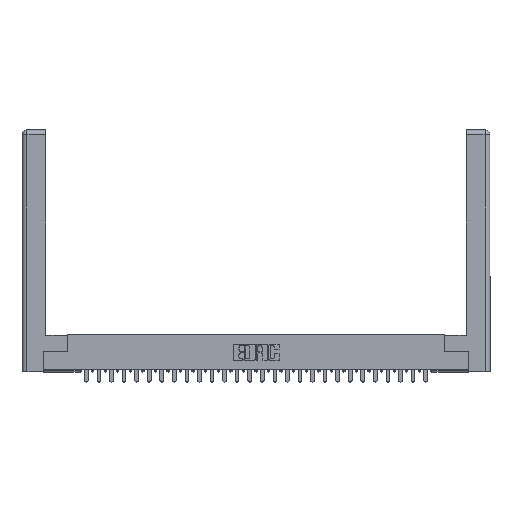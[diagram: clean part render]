
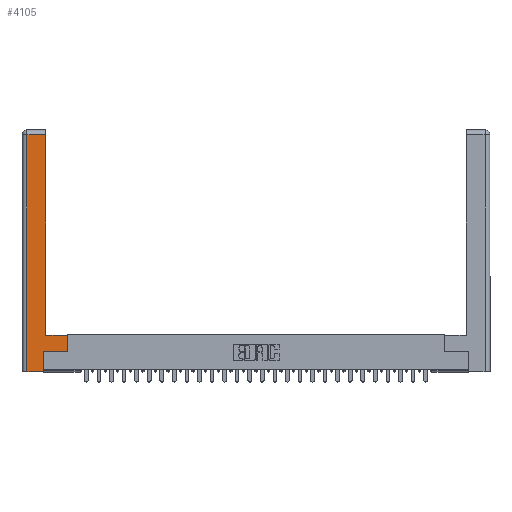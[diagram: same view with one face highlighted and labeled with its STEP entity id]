
A CAD part, top view. The second image highlights one B-rep face of the part: STEP entity #4105.
In plain terms, the highlighted planar face has unit normal (0, 0, 1).
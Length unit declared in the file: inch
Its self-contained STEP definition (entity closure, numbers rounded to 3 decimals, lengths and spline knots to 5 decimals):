
#315 = VERTEX_POINT ( 'NONE', #19525 ) ;
#1347 = VECTOR ( 'NONE', #26314, 39.37008 ) ;
#1476 = CARTESIAN_POINT ( 'NONE',  ( 0.295, 0.45, 0. ) ) ;
#1990 = VECTOR ( 'NONE', #27512, 39.37008 ) ;
#3936 = CARTESIAN_POINT ( 'NONE',  ( 0.565, 0.45, 0. ) ) ;
#4105 = ADVANCED_FACE ( 'NONE', ( #5811 ), #23479, .F. ) ;
#4584 = CARTESIAN_POINT ( 'NONE',  ( 0.565, 0.245, 0. ) ) ;
#5399 = LINE ( 'NONE', #6794, #24203 ) ;
#5527 = AXIS2_PLACEMENT_3D ( 'NONE', #20926, #7573, #31267 ) ;
#5811 = FACE_OUTER_BOUND ( 'NONE', #8665, .T. ) ;
#6066 = EDGE_CURVE ( 'NONE', #315, #8045, #18007, .T. ) ;
#6120 = CARTESIAN_POINT ( 'NONE',  ( 0.265, 0., 0. ) ) ;
#6287 = CARTESIAN_POINT ( 'NONE',  ( 0.0615, 0., 0. ) ) ;
#6693 = VERTEX_POINT ( 'NONE', #6287 ) ;
#6794 = CARTESIAN_POINT ( 'NONE',  ( 0.0615, 2.94, 0. ) ) ;
#7360 = CARTESIAN_POINT ( 'NONE',  ( 0.295, 0.45, 0. ) ) ;
#7573 = DIRECTION ( 'NONE',  ( 0., 0., -1. ) ) ;
#8045 = VERTEX_POINT ( 'NONE', #29450 ) ;
#8394 = VECTOR ( 'NONE', #30971, 39.37008 ) ;
#8665 = EDGE_LOOP ( 'NONE', ( #12504, #15361, #28705, #25489, #23830, #21083, #13978, #9798 ) ) ;
#8667 = VERTEX_POINT ( 'NONE', #19361 ) ;
#9098 = DIRECTION ( 'NONE',  ( 0., -1., 0. ) ) ;
#9182 = LINE ( 'NONE', #19202, #9988 ) ;
#9798 = ORIENTED_EDGE ( 'NONE', *, *, #26769, .T. ) ;
#9988 = VECTOR ( 'NONE', #32188, 39.37008 ) ;
#10228 = DIRECTION ( 'NONE',  ( -1., 0., 0. ) ) ;
#11561 = VERTEX_POINT ( 'NONE', #17257 ) ;
#11936 = LINE ( 'NONE', #15964, #18194 ) ;
#12504 = ORIENTED_EDGE ( 'NONE', *, *, #17531, .T. ) ;
#12872 = EDGE_CURVE ( 'NONE', #6693, #27395, #16129, .T. ) ;
#13978 = ORIENTED_EDGE ( 'NONE', *, *, #28457, .T. ) ;
#14420 = VECTOR ( 'NONE', #10228, 39.37008 ) ;
#15361 = ORIENTED_EDGE ( 'NONE', *, *, #22733, .T. ) ;
#15964 = CARTESIAN_POINT ( 'NONE',  ( 0.295, 3., 0. ) ) ;
#16129 = LINE ( 'NONE', #30051, #1990 ) ;
#17257 = CARTESIAN_POINT ( 'NONE',  ( 0.565, 0.45, 0. ) ) ;
#17531 = EDGE_CURVE ( 'NONE', #30830, #8667, #11936, .T. ) ;
#18007 = LINE ( 'NONE', #4584, #1347 ) ;
#18194 = VECTOR ( 'NONE', #18647, 39.37008 ) ;
#18647 = DIRECTION ( 'NONE',  ( 0., 1., 0. ) ) ;
#19202 = CARTESIAN_POINT ( 'NONE',  ( 0.265, 0.245, 0. ) ) ;
#19361 = CARTESIAN_POINT ( 'NONE',  ( 0.295, 2.94, 0. ) ) ;
#19525 = CARTESIAN_POINT ( 'NONE',  ( 0.265, 0.245, 0. ) ) ;
#19912 = VERTEX_POINT ( 'NONE', #33051 ) ;
#20570 = LINE ( 'NONE', #3936, #8394 ) ;
#20926 = CARTESIAN_POINT ( 'NONE',  ( 0., 0., 0. ) ) ;
#21083 = ORIENTED_EDGE ( 'NONE', *, *, #6066, .T. ) ;
#21412 = VECTOR ( 'NONE', #9098, 39.37008 ) ;
#22358 = DIRECTION ( 'NONE',  ( -1., 0., 0. ) ) ;
#22733 = EDGE_CURVE ( 'NONE', #8667, #19912, #5399, .T. ) ;
#23479 = PLANE ( 'NONE',  #5527 ) ;
#23830 = ORIENTED_EDGE ( 'NONE', *, *, #29386, .T. ) ;
#24203 = VECTOR ( 'NONE', #22358, 39.37008 ) ;
#25489 = ORIENTED_EDGE ( 'NONE', *, *, #12872, .T. ) ;
#26314 = DIRECTION ( 'NONE',  ( 1., 0., 0. ) ) ;
#26769 = EDGE_CURVE ( 'NONE', #11561, #30830, #28692, .T. ) ;
#27395 = VERTEX_POINT ( 'NONE', #6120 ) ;
#27512 = DIRECTION ( 'NONE',  ( 1., 0., 0. ) ) ;
#28457 = EDGE_CURVE ( 'NONE', #8045, #11561, #20570, .T. ) ;
#28692 = LINE ( 'NONE', #7360, #14420 ) ;
#28705 = ORIENTED_EDGE ( 'NONE', *, *, #34192, .T. ) ;
#29386 = EDGE_CURVE ( 'NONE', #27395, #315, #9182, .T. ) ;
#29450 = CARTESIAN_POINT ( 'NONE',  ( 0.565, 0.245, 0. ) ) ;
#30051 = CARTESIAN_POINT ( 'NONE',  ( 0.265, 0., 0. ) ) ;
#30447 = CARTESIAN_POINT ( 'NONE',  ( 0.0615, 0., 0. ) ) ;
#30830 = VERTEX_POINT ( 'NONE', #1476 ) ;
#30971 = DIRECTION ( 'NONE',  ( 0., 1., 0. ) ) ;
#30988 = LINE ( 'NONE', #30447, #21412 ) ;
#31267 = DIRECTION ( 'NONE',  ( -1., 0., 0. ) ) ;
#32188 = DIRECTION ( 'NONE',  ( 0., 1., 0. ) ) ;
#33051 = CARTESIAN_POINT ( 'NONE',  ( 0.0615, 2.94, 0. ) ) ;
#34192 = EDGE_CURVE ( 'NONE', #19912, #6693, #30988, .T. ) ;
